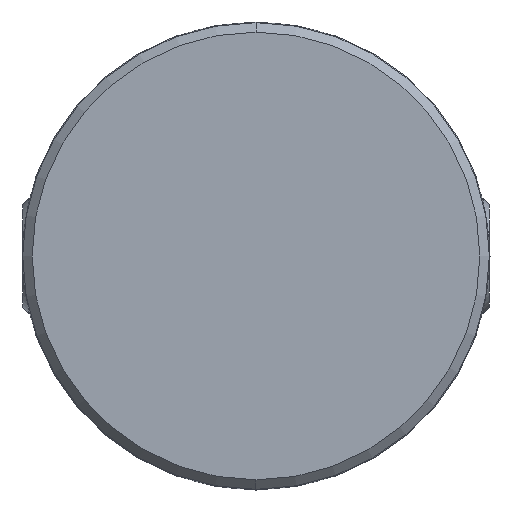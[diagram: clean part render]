
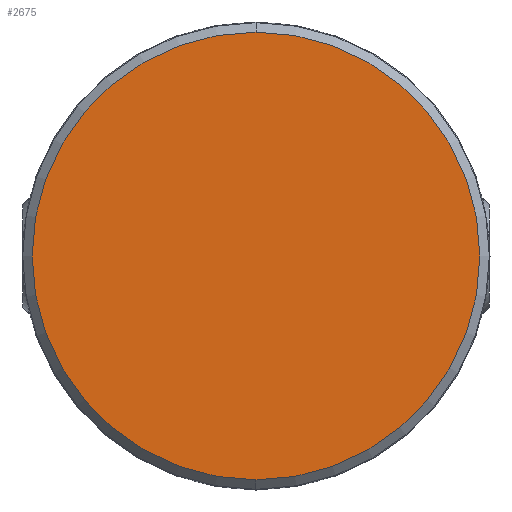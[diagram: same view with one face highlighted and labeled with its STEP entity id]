
A CAD part, front view. The second image highlights one B-rep face of the part: STEP entity #2675.
In plain terms, the highlighted planar face has unit normal (0, -1, 0).
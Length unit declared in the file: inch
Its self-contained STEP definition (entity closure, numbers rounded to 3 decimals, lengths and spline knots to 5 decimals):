
#98 = ORIENTED_EDGE ( 'NONE', *, *, #988, .T. ) ;
#154 = DIRECTION ( 'NONE',  ( 1., 0., 0. ) ) ;
#412 = CARTESIAN_POINT ( 'NONE',  ( 0.74, -0.4, 0. ) ) ;
#466 = DIRECTION ( 'NONE',  ( 1., 0., 0. ) ) ;
#663 = DIRECTION ( 'NONE',  ( 1., 0., 0. ) ) ;
#687 = DIRECTION ( 'NONE',  ( 0., -1., 0. ) ) ;
#735 = AXIS2_PLACEMENT_3D ( 'NONE', #1057, #1079, #466 ) ;
#988 = EDGE_CURVE ( 'NONE', #3630, #1297, #3923, .T. ) ;
#1057 = CARTESIAN_POINT ( 'NONE',  ( 0., -0.4, 0. ) ) ;
#1076 = CIRCLE ( 'NONE', #2520, 0.71 ) ;
#1079 = DIRECTION ( 'NONE',  ( 0., -1., 0. ) ) ;
#1256 = AXIS2_PLACEMENT_3D ( 'NONE', #412, #687, #663 ) ;
#1297 = VERTEX_POINT ( 'NONE', #2850 ) ;
#1998 = PLANE ( 'NONE',  #1256 ) ;
#2032 = CARTESIAN_POINT ( 'NONE',  ( 0., -0.4, 0. ) ) ;
#2520 = AXIS2_PLACEMENT_3D ( 'NONE', #2032, #3032, #154 ) ;
#2675 = ADVANCED_FACE ( 'NONE', ( #2907 ), #1998, .T. ) ;
#2776 = ORIENTED_EDGE ( 'NONE', *, *, #3981, .T. ) ;
#2850 = CARTESIAN_POINT ( 'NONE',  ( -0.71, -0.4, 0. ) ) ;
#2907 = FACE_OUTER_BOUND ( 'NONE', #3685, .T. ) ;
#3032 = DIRECTION ( 'NONE',  ( 0., -1., 0. ) ) ;
#3304 = CARTESIAN_POINT ( 'NONE',  ( 0.71, -0.4, 0. ) ) ;
#3630 = VERTEX_POINT ( 'NONE', #3304 ) ;
#3685 = EDGE_LOOP ( 'NONE', ( #2776, #98 ) ) ;
#3923 = CIRCLE ( 'NONE', #735, 0.71 ) ;
#3981 = EDGE_CURVE ( 'NONE', #1297, #3630, #1076, .T. ) ;
